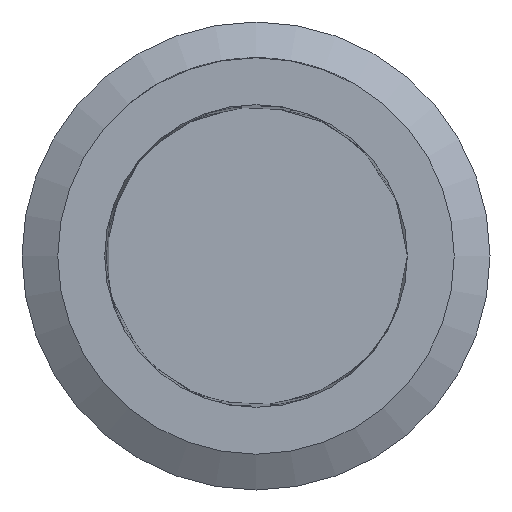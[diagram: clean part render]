
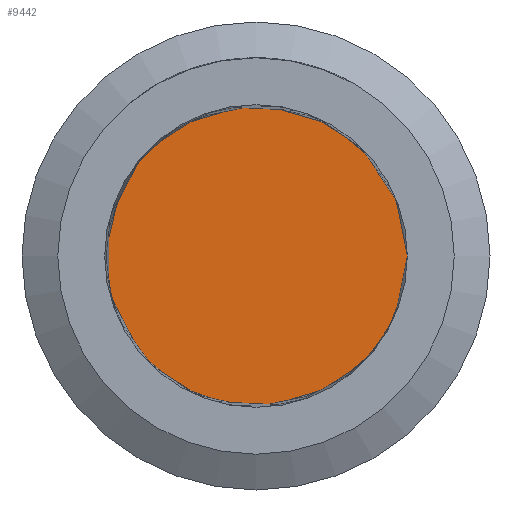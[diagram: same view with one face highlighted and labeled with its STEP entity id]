
A CAD part, left-side view. The second image highlights one B-rep face of the part: STEP entity #9442.
In plain terms, the highlighted free-form (B-spline) face has degree [1, 1] with [2, 2] control points.
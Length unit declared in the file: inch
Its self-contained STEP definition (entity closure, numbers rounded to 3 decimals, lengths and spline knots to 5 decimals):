
#9422=CARTESIAN_POINT('',(1.37,-0.3435,0.0));
#9423=VERTEX_POINT('',#9422);
#9424=CARTESIAN_POINT('',(1.37,0.0,0.0));
#9425=DIRECTION('',(-1.0,0.0,0.0));
#9426=DIRECTION('',(0.0,-1.0,0.0));
#9427=AXIS2_PLACEMENT_3D('',#9424,#9425,#9426);
#9428=CIRCLE('',#9427,0.3435);
#9429=EDGE_CURVE('',#9423,#9423,#9428,.T.);
#9434=CARTESIAN_POINT('',(1.37,0.3435,0.3435));
#9435=CARTESIAN_POINT('',(1.37,-0.3435,0.3435));
#9436=CARTESIAN_POINT('',(1.37,0.3435,-0.3435));
#9437=CARTESIAN_POINT('',(1.37,-0.3435,-0.3435));
#9438=B_SPLINE_SURFACE_WITH_KNOTS('',1,1,((#9434,#9436),(#9435,#9437)),.UNSPECIFIED.,.F.,.F.,.U.,(2,2),(2,2),(0.0,0.687),(0.0,0.687),.UNSPECIFIED.);
#9439=ORIENTED_EDGE('',*,*,#9429,.T.);
#9440=EDGE_LOOP('',(#9439));
#9441=FACE_OUTER_BOUND('',#9440,.T.);
#9442=ADVANCED_FACE('',(#9441),#9438,.F.);
